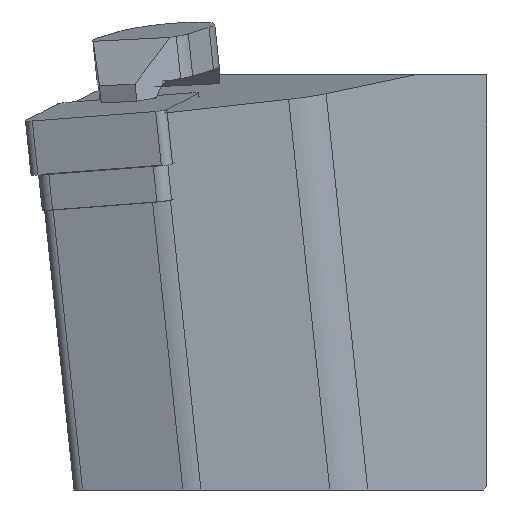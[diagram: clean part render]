
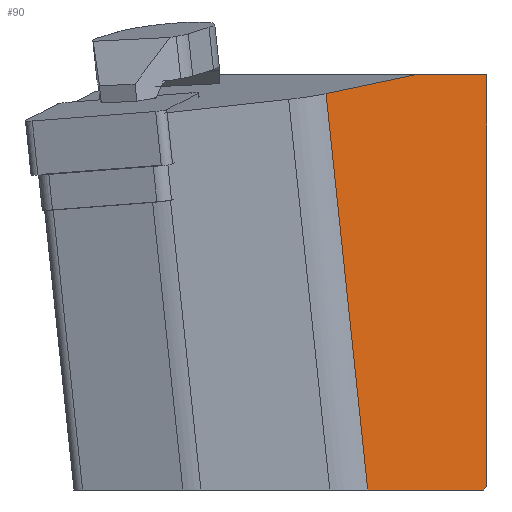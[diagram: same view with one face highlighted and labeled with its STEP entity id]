
A CAD part, left-side view. The second image highlights one B-rep face of the part: STEP entity #90.
In plain terms, the highlighted planar face has unit normal (-0.704, -0.71, 0).
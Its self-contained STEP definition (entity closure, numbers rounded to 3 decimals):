
#90=ADVANCED_FACE('',(#218),#166,.F.);
#166=PLANE('',#1413);
#218=FACE_OUTER_BOUND('',#295,.T.);
#295=EDGE_LOOP('',(#690,#691,#692,#693,#694,#695));
#372=LINE('',#1951,#515);
#385=LINE('',#1982,#528);
#392=LINE('',#1997,#535);
#393=LINE('',#1998,#536);
#394=LINE('',#2000,#537);
#395=LINE('',#2002,#538);
#515=VECTOR('',#1549,1.);
#528=VECTOR('',#1570,1.);
#535=VECTOR('',#1583,1.);
#536=VECTOR('',#1584,1.);
#537=VECTOR('',#1585,1.);
#538=VECTOR('',#1586,1.);
#690=ORIENTED_EDGE('',*,*,#1201,.F.);
#691=ORIENTED_EDGE('',*,*,#1178,.F.);
#692=ORIENTED_EDGE('',*,*,#1202,.F.);
#693=ORIENTED_EDGE('',*,*,#1203,.F.);
#694=ORIENTED_EDGE('',*,*,#1204,.F.);
#695=ORIENTED_EDGE('',*,*,#1193,.F.);
#1054=VERTEX_POINT('',#1950);
#1055=VERTEX_POINT('',#1952);
#1067=VERTEX_POINT('',#1980);
#1069=VERTEX_POINT('',#1983);
#1074=VERTEX_POINT('',#1999);
#1075=VERTEX_POINT('',#2001);
#1178=EDGE_CURVE('',#1054,#1055,#372,.T.);
#1193=EDGE_CURVE('',#1067,#1069,#385,.T.);
#1201=EDGE_CURVE('',#1055,#1067,#392,.T.);
#1202=EDGE_CURVE('',#1074,#1054,#393,.T.);
#1203=EDGE_CURVE('',#1075,#1074,#394,.T.);
#1204=EDGE_CURVE('',#1069,#1075,#395,.T.);
#1413=AXIS2_PLACEMENT_3D('',#2003,#1587,#1588);
#1549=DIRECTION('',(0.703,-0.696,0.147));
#1570=DIRECTION('',(0.,0.,-1.));
#1583=DIRECTION('',(0.71,-0.704,0.));
#1584=DIRECTION('',(-0.105,0.104,0.989));
#1585=DIRECTION('',(-0.71,0.704,0.));
#1586=DIRECTION('',(-0.581,0.575,-0.575));
#1587=DIRECTION('',(0.704,0.71,0.));
#1588=DIRECTION('',(0.71,-0.704,0.));
#1950=CARTESIAN_POINT('',(2.871,13.922,2.381));
#1951=CARTESIAN_POINT('',(16.755,0.17,5.294));
#1952=CARTESIAN_POINT('',(10.586,6.28,4.));
#1980=CARTESIAN_POINT('',(16.926,0.,4.));
#1982=CARTESIAN_POINT('',(16.91,0.,-33.97));
#1983=CARTESIAN_POINT('',(16.911,0.,-31.7));
#1997=CARTESIAN_POINT('',(20.913,-3.949,4.));
#1998=CARTESIAN_POINT('',(7.02,9.795,-36.885));
#1999=CARTESIAN_POINT('',(6.504,10.309,-32.));
#2000=CARTESIAN_POINT('',(7.021,9.796,-32.));
#2001=CARTESIAN_POINT('',(16.608,0.3,-32.));
#2002=CARTESIAN_POINT('',(8.561,8.268,-39.968));
#2003=CARTESIAN_POINT('',(20.905,-3.957,-33.972));
